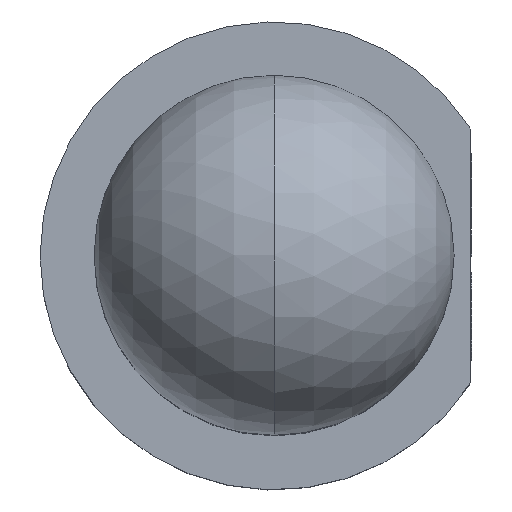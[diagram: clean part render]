
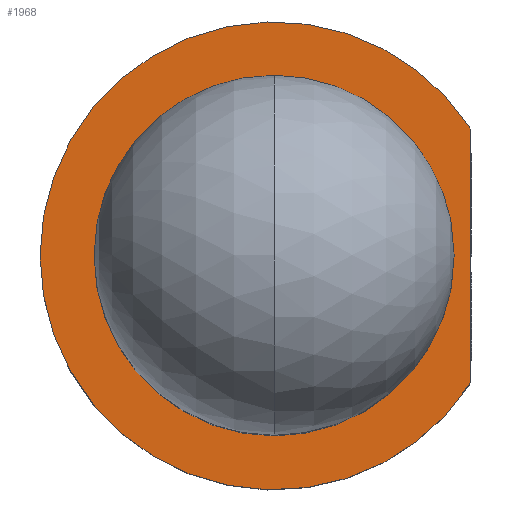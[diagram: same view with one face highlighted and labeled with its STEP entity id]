
A CAD part, top view. The second image highlights one B-rep face of the part: STEP entity #1968.
In plain terms, the highlighted planar face has unit normal (0, 0, 1).
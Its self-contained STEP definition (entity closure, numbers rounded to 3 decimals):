
#120 = DIRECTION ( 'NONE',  ( 0., 1., 0. ) ) ;
#309 = CARTESIAN_POINT ( 'NONE',  ( 1.642, 1.057, 1. ) ) ;
#809 = CARTESIAN_POINT ( 'NONE',  ( 0.004, 0., 1. ) ) ;
#980 = DIRECTION ( 'NONE',  ( -1., 0., 0. ) ) ;
#1526 = EDGE_CURVE ( 'NONE', #5913, #8595, #2263, .T. ) ;
#1758 = ORIENTED_EDGE ( 'NONE', *, *, #4555, .T. ) ;
#1968 = ADVANCED_FACE ( 'NONE', ( #3725 ), #7368, .T. ) ;
#2239 = CARTESIAN_POINT ( 'NONE',  ( 1.642, 0., 1. ) ) ;
#2263 = CIRCLE ( 'NONE', #3010, 1.95 ) ;
#2280 = ORIENTED_EDGE ( 'NONE', *, *, #7670, .T. ) ;
#2900 = VECTOR ( 'NONE', #120, 1000. ) ;
#3010 = AXIS2_PLACEMENT_3D ( 'NONE', #7246, #3037, #980 ) ;
#3037 = DIRECTION ( 'NONE',  ( 0., 0., 1. ) ) ;
#3065 = CARTESIAN_POINT ( 'NONE',  ( 0.004, 0., 1. ) ) ;
#3725 = FACE_OUTER_BOUND ( 'NONE', #7286, .T. ) ;
#4500 = AXIS2_PLACEMENT_3D ( 'NONE', #809, #8076, #8870 ) ;
#4555 = EDGE_CURVE ( 'NONE', #6911, #5913, #7834, .T. ) ;
#4615 = DIRECTION ( 'NONE',  ( 1., 0., 0. ) ) ;
#5002 = CARTESIAN_POINT ( 'NONE',  ( -1.946, 0., 1. ) ) ;
#5280 = CARTESIAN_POINT ( 'NONE',  ( 1.642, -1.057, 1. ) ) ;
#5913 = VERTEX_POINT ( 'NONE', #5002 ) ;
#6757 = ORIENTED_EDGE ( 'NONE', *, *, #1526, .T. ) ;
#6911 = VERTEX_POINT ( 'NONE', #309 ) ;
#7246 = CARTESIAN_POINT ( 'NONE',  ( 0.004, 0., 1. ) ) ;
#7286 = EDGE_LOOP ( 'NONE', ( #1758, #6757, #2280 ) ) ;
#7368 = PLANE ( 'NONE',  #8509 ) ;
#7670 = EDGE_CURVE ( 'NONE', #8595, #6911, #8706, .T. ) ;
#7834 = CIRCLE ( 'NONE', #4500, 1.95 ) ;
#8076 = DIRECTION ( 'NONE',  ( 0., 0., 1. ) ) ;
#8509 = AXIS2_PLACEMENT_3D ( 'NONE', #3065, #8785, #4615 ) ;
#8595 = VERTEX_POINT ( 'NONE', #5280 ) ;
#8706 = LINE ( 'NONE', #2239, #2900 ) ;
#8785 = DIRECTION ( 'NONE',  ( 0., 0., 1. ) ) ;
#8870 = DIRECTION ( 'NONE',  ( -1., 0., 0. ) ) ;
